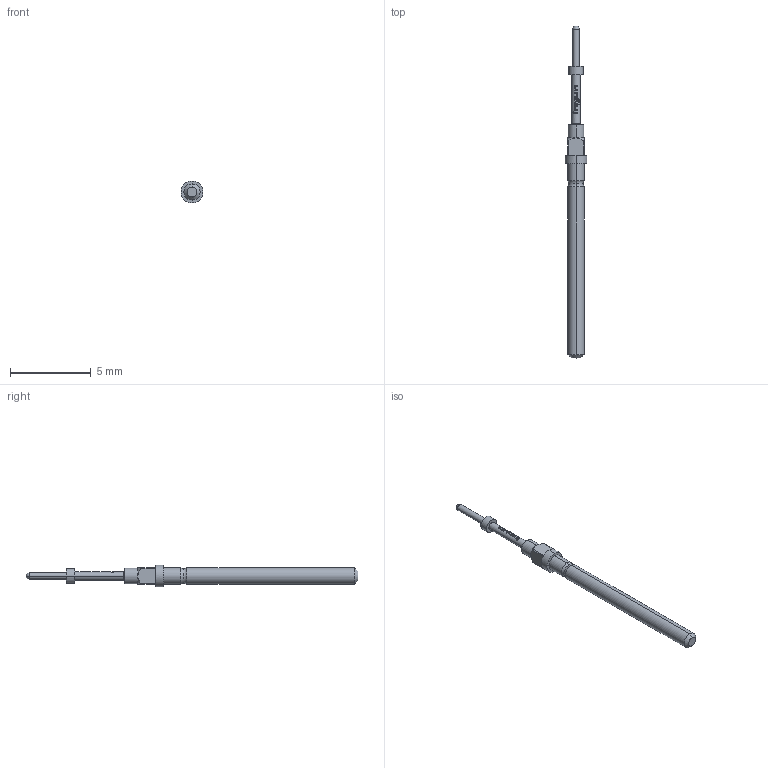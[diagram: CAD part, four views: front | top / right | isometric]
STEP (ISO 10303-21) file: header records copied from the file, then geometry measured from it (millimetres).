
FILE_DESCRIPTION (( 'STEP AP203' ), '1' );
FILE_NAME ('INGUN_T-001_305_040_250_090Axx02M.STEP', '2022-11-29T05:59:45', ( '' ), ( '' ), 'SwSTEP 2.0', 'SolidWorks 2021', '' );
FILE_SCHEMA (( 'CONFIG_CONTROL_DESIGN' ));
Length unit declared in the file: millimetre
Products named in the file (1): INGUN_T-001_305_040_250_090Axx02M
Bounding box: 1.35 x 20.5 x 1.35 mm (x, y, z)
Volume: 13 mm3; surface area: 59 mm2
Topology: 1 solids, 1 shells, 107 faces, 276 edges, 179 vertices
Faces by surface type: plane 53, bspline 22, cylinder 20, cone 6, torus 4, sphere 2
Entity records: 3565 total; most frequent: CARTESIAN_POINT 1065, ORIENTED_EDGE 544, DIRECTION 440, EDGE_CURVE 272, VERTEX_POINT 177, AXIS2_PLACEMENT_3D 174, EDGE_LOOP 117, ADVANCED_FACE 107
